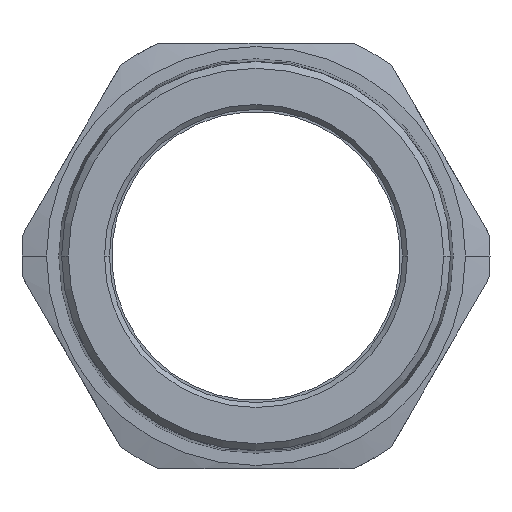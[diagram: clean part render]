
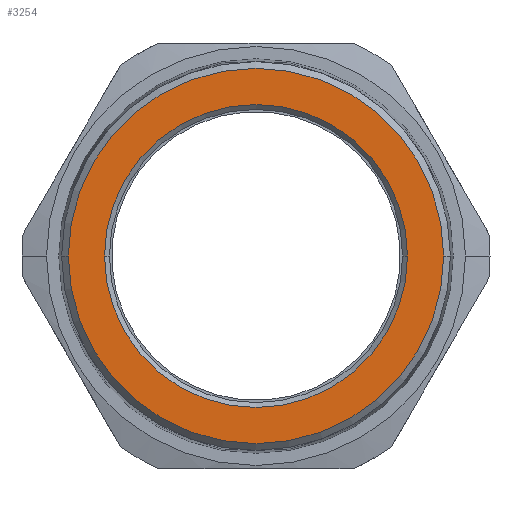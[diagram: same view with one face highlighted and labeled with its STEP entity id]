
A CAD part, left-side view. The second image highlights one B-rep face of the part: STEP entity #3254.
In plain terms, the highlighted planar face has unit normal (-1, 0, 0).
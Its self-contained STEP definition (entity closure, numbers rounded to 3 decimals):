
#96 = CARTESIAN_POINT ( 'NONE',  ( -22.125, -23.15, 0. ) ) ;
#353 = CIRCLE ( 'NONE', #3108, 23.15 ) ;
#377 = CARTESIAN_POINT ( 'NONE',  ( -22.125, 0., 0. ) ) ;
#408 = AXIS2_PLACEMENT_3D ( 'NONE', #4359, #2405, #3555 ) ;
#586 = ORIENTED_EDGE ( 'NONE', *, *, #801, .T. ) ;
#650 = VERTEX_POINT ( 'NONE', #96 ) ;
#730 = CIRCLE ( 'NONE', #978, 28.67 ) ;
#735 = PLANE ( 'NONE',  #4514 ) ;
#799 = FACE_OUTER_BOUND ( 'NONE', #898, .T. ) ;
#801 = EDGE_CURVE ( 'NONE', #2985, #650, #3313, .T. ) ;
#898 = EDGE_LOOP ( 'NONE', ( #3666, #968 ) ) ;
#948 = CARTESIAN_POINT ( 'NONE',  ( -22.125, 23.15, 0. ) ) ;
#968 = ORIENTED_EDGE ( 'NONE', *, *, #2848, .T. ) ;
#978 = AXIS2_PLACEMENT_3D ( 'NONE', #377, #4453, #2801 ) ;
#1019 = DIRECTION ( 'NONE',  ( 0., -1., 0. ) ) ;
#1178 = DIRECTION ( 'NONE',  ( 1., 0., 0. ) ) ;
#1249 = CIRCLE ( 'NONE', #408, 28.67 ) ;
#1421 = VERTEX_POINT ( 'NONE', #1812 ) ;
#1510 = DIRECTION ( 'NONE',  ( 1., 0., 0. ) ) ;
#1581 = DIRECTION ( 'NONE',  ( 0., -1., 0. ) ) ;
#1812 = CARTESIAN_POINT ( 'NONE',  ( -22.125, 28.67, 0. ) ) ;
#1831 = FACE_BOUND ( 'NONE', #4989, .T. ) ;
#2173 = VERTEX_POINT ( 'NONE', #3991 ) ;
#2210 = DIRECTION ( 'NONE',  ( 1., 0., 0. ) ) ;
#2361 = EDGE_CURVE ( 'NONE', #650, #2985, #353, .T. ) ;
#2405 = DIRECTION ( 'NONE',  ( -1., 0., 0. ) ) ;
#2449 = AXIS2_PLACEMENT_3D ( 'NONE', #5088, #1510, #3140 ) ;
#2605 = ORIENTED_EDGE ( 'NONE', *, *, #2361, .T. ) ;
#2801 = DIRECTION ( 'NONE',  ( 0., -1., 0. ) ) ;
#2848 = EDGE_CURVE ( 'NONE', #1421, #2173, #1249, .T. ) ;
#2985 = VERTEX_POINT ( 'NONE', #948 ) ;
#3108 = AXIS2_PLACEMENT_3D ( 'NONE', #4978, #2210, #1019 ) ;
#3140 = DIRECTION ( 'NONE',  ( 0., -1., 0. ) ) ;
#3254 = ADVANCED_FACE ( 'NONE', ( #799, #1831 ), #735, .F. ) ;
#3313 = CIRCLE ( 'NONE', #2449, 23.15 ) ;
#3555 = DIRECTION ( 'NONE',  ( 0., -1., 0. ) ) ;
#3666 = ORIENTED_EDGE ( 'NONE', *, *, #4259, .T. ) ;
#3991 = CARTESIAN_POINT ( 'NONE',  ( -22.125, -28.67, 0. ) ) ;
#4259 = EDGE_CURVE ( 'NONE', #2173, #1421, #730, .T. ) ;
#4359 = CARTESIAN_POINT ( 'NONE',  ( -22.125, 0., 0. ) ) ;
#4453 = DIRECTION ( 'NONE',  ( -1., 0., 0. ) ) ;
#4514 = AXIS2_PLACEMENT_3D ( 'NONE', #4801, #1178, #1581 ) ;
#4801 = CARTESIAN_POINT ( 'NONE',  ( -22.125, 0., 0. ) ) ;
#4978 = CARTESIAN_POINT ( 'NONE',  ( -22.125, 0., 0. ) ) ;
#4989 = EDGE_LOOP ( 'NONE', ( #586, #2605 ) ) ;
#5088 = CARTESIAN_POINT ( 'NONE',  ( -22.125, 0., 0. ) ) ;
